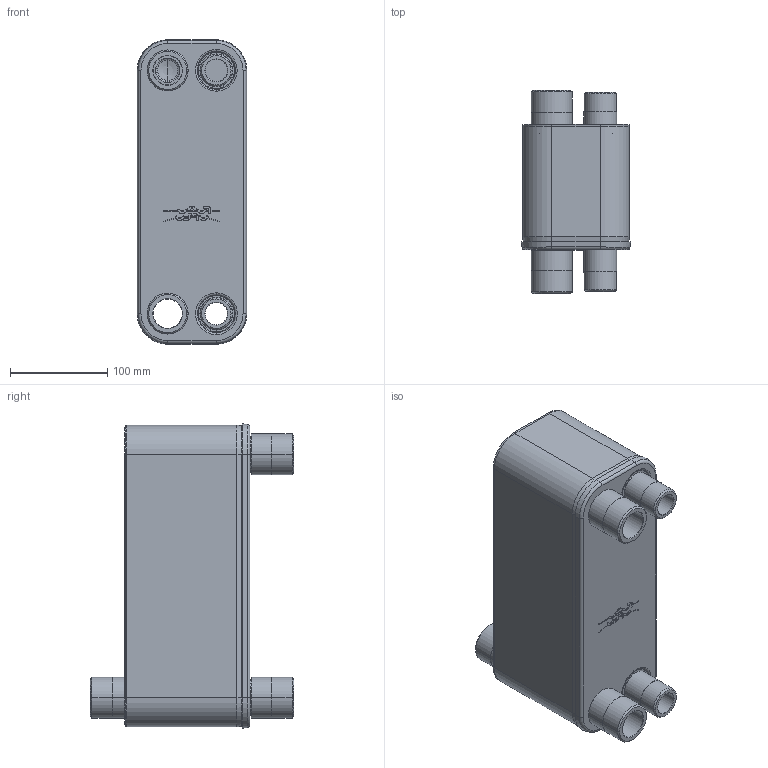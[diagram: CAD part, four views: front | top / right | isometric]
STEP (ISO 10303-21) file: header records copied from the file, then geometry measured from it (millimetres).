
FILE_DESCRIPTION((''),'2;1');
FILE_NAME('CB30_50H_3287084064_ASM','2012-04-16T',('CNSHLGO'),(''),'PRO/ENGINEER BY PARAMETRIC TECHNOLOGY CORPORATION, 2007390','PRO/ENGINEER BY PARAMETRIC TECHNOLOGY CORPORATION, 2007390','');
FILE_SCHEMA(('CONFIG_CONTROL_DESIGN'));
Length unit declared in the file: millimetre
Products named in the file (6): CB30-50M_CH_BLOCK; CB30_FP_S1S2_32_S3S4_25; CB30_PP_T1_32_T4_25; V24_ISO_228-1; V22_ISO_228-1; CB30_50H_3287084064_ASM
Assembly tree (9 placements, depth 2):
  CB30_50H_3287084064_ASM
    CB30-50M_CH_BLOCK
    CB30_FP_S1S2_32_S3S4_25
    CB30_PP_T1_32_T4_25
    V24_ISO_228-1  x3
    V22_ISO_228-1  x3
Bounding box: 112.55 x 209.1 x 312.79 mm (x, y, z)
Volume: 3757847.3 mm3; surface area: 425688 mm2
Topology: 9 solids, 10 shells, 1758 faces, 4860 edges, 3162 vertices
Faces by surface type: plane 1360, cylinder 186, torus 104, cone 100, sphere 8
Entity records: 52827 total; most frequent: CARTESIAN_POINT 9399, ORIENTED_EDGE 9304, DIRECTION 8562, EDGE_CURVE 4652, VECTOR 4072, LINE 4072, VERTEX_POINT 3042, AXIS2_PLACEMENT_3D 2245
